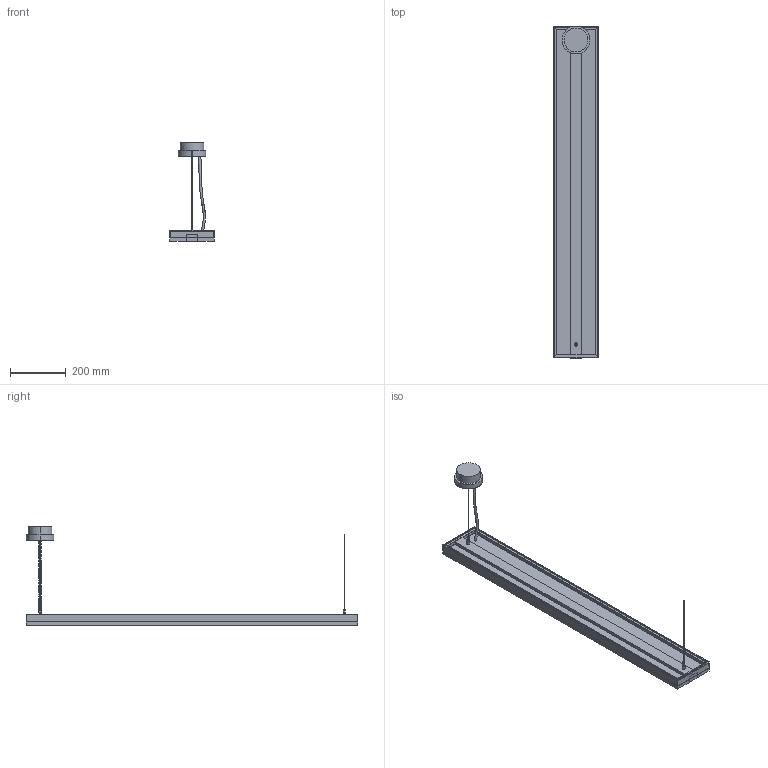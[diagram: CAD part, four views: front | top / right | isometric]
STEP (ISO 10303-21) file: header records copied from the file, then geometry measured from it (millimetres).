
FILE_DESCRIPTION(/* description */ (''),/* implementation_level */ '2;1');
FILE_NAME(/* name */ 'M1647-0_Chocolate_Susp_3D',/* time_stamp */ '2012-07-30T19:29:28+02:00',/* author */ (''),/* organization */ (''),/* preprocessor_version */ 'ST-DEVELOPER v10',/* originating_system */ '',/* authorisation */ '');
FILE_SCHEMA (('CONFIG_CONTROL_DESIGN'));
Length unit declared in the file: millimetre
Products named in the file (1): 1
Bounding box: 160.1 x 1192.92 x 355.3 mm (x, y, z)
Volume: 3244653.6 mm3; surface area: 761284.3 mm2
Topology: 11 solids, 40 shells, 129 faces, 378 edges, 286 vertices
Faces by surface type: bspline 68, plane 61
Entity records: 4797 total; most frequent: CARTESIAN_POINT 2573, ORIENTED_EDGE 598, EDGE_CURVE 378, VERTEX_POINT 286, B_SPLINE_CURVE_WITH_KNOTS 179, EDGE_LOOP 137, ADVANCED_FACE 129, FACE_OUTER_BOUND 129
